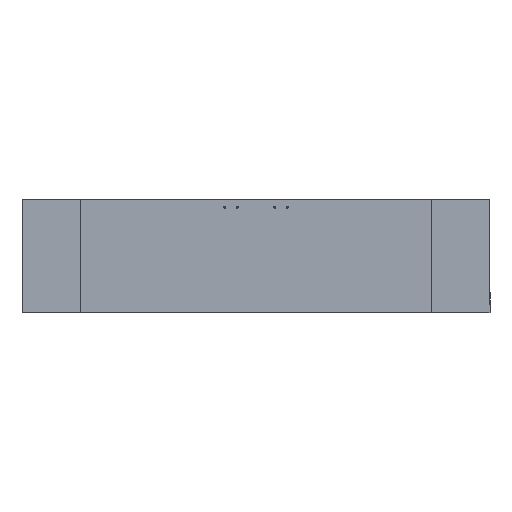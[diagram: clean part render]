
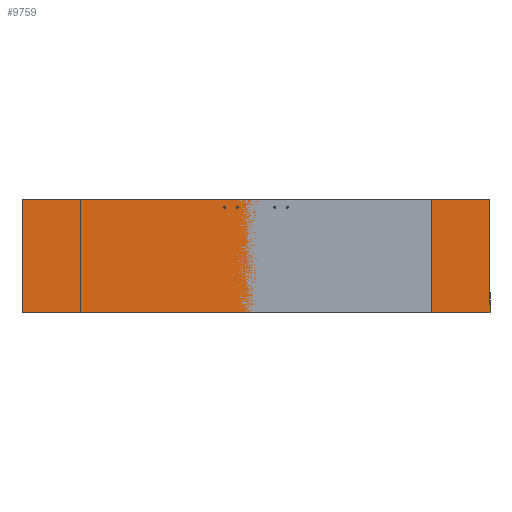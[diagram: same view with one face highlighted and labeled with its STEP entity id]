
A CAD part, top view. The second image highlights one B-rep face of the part: STEP entity #9759.
In plain terms, the highlighted planar face has unit normal (0, 0, 1).
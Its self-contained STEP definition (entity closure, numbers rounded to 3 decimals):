
#1041=FACE_OUTER_BOUND('',#1671,.T.);
#1671=EDGE_LOOP('',(#8738,#8739,#8740,#8741));
#2733=LINE('',#18006,#3819);
#2737=LINE('',#18732,#3823);
#2752=LINE('',#18781,#3838);
#2753=LINE('',#18783,#3839);
#3819=VECTOR('',#12632,10.);
#3823=VECTOR('',#12638,10.);
#3838=VECTOR('',#12695,10.);
#3839=VECTOR('',#12698,10.);
#4717=VERTEX_POINT('',#18003);
#4718=VERTEX_POINT('',#18005);
#4723=VERTEX_POINT('',#18731);
#4736=VERTEX_POINT('',#18779);
#6043=EDGE_CURVE('',#4718,#4717,#2733,.T.);
#6051=EDGE_CURVE('',#4723,#4718,#2737,.T.);
#6074=EDGE_CURVE('',#4717,#4736,#2752,.T.);
#6075=EDGE_CURVE('',#4736,#4723,#2753,.T.);
#8738=ORIENTED_EDGE('',*,*,#6075,.T.);
#8739=ORIENTED_EDGE('',*,*,#6051,.T.);
#8740=ORIENTED_EDGE('',*,*,#6043,.T.);
#8741=ORIENTED_EDGE('',*,*,#6074,.T.);
#9222=PLANE('',#10409);
#9759=ADVANCED_FACE('',(#1041),#9222,.T.);
#10409=AXIS2_PLACEMENT_3D('',#18784,#12699,#12700);
#12632=DIRECTION('',(-1.,0.,0.));
#12638=DIRECTION('',(0.,1.,0.));
#12695=DIRECTION('',(0.,-1.,0.));
#12698=DIRECTION('',(1.,0.,0.));
#12699=DIRECTION('center_axis',(0.,0.,
1.));
#12700=DIRECTION('ref_axis',(1.,0.,0.));
#18003=CARTESIAN_POINT('',(-600.,288.,686.));
#18005=CARTESIAN_POINT('',(600.,288.,686.));
#18006=CARTESIAN_POINT('',(600.,288.,686.));
#18731=CARTESIAN_POINT('',(600.,-3.,686.));
#18732=CARTESIAN_POINT('',(600.,-3.,686.));
#18779=CARTESIAN_POINT('',(-600.,-3.,686.));
#18781=CARTESIAN_POINT('',(-600.,288.,686.));
#18783=CARTESIAN_POINT('',(-600.,-3.,686.));
#18784=CARTESIAN_POINT('Origin',(0.,235.735,686.));
